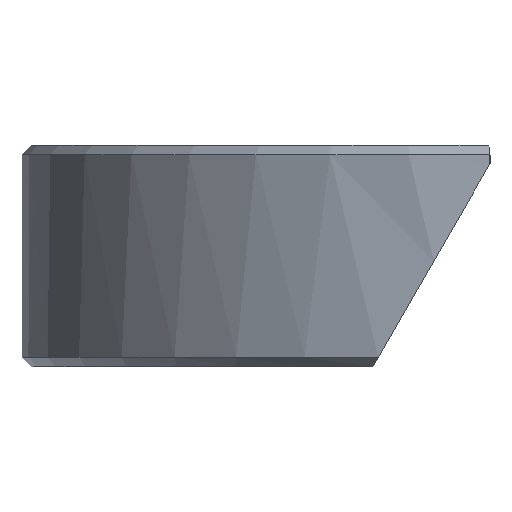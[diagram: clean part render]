
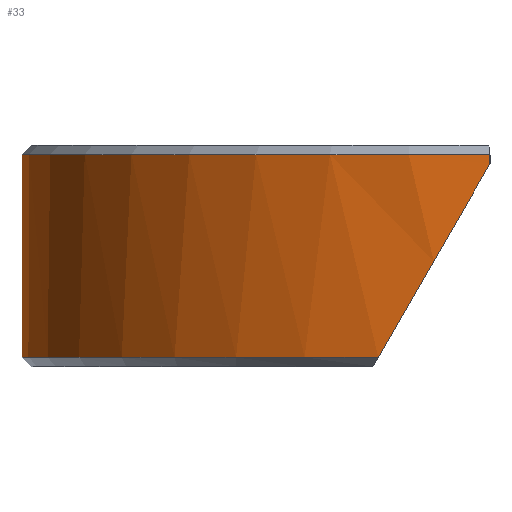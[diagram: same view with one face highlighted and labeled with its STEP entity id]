
A CAD part, left-side view. The second image highlights one B-rep face of the part: STEP entity #33.
In plain terms, the highlighted cylindrical face has radius 12.7 mm (diameter 25.4 mm), a partial arc.
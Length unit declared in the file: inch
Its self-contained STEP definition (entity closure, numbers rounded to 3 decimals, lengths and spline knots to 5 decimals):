
#7 = EDGE_CURVE ( 'NONE', #8, #55, #109, .T. ) ;
#8 = VERTEX_POINT ( 'NONE', #111 ) ;
#11 = VERTEX_POINT ( 'NONE', #130 ) ;
#16 = ORIENTED_EDGE ( 'NONE', *, *, #17, .T. ) ;
#17 = EDGE_CURVE ( 'NONE', #55, #11, #184, .T. ) ;
#18 = ORIENTED_EDGE ( 'NONE', *, *, #45, .T. ) ;
#33 = ADVANCED_FACE ( 'NONE', ( #203 ), #245, .T. ) ;
#34 = EDGE_LOOP ( 'NONE', ( #35, #38, #41, #43, #16, #18 ) ) ;
#35 = ORIENTED_EDGE ( 'NONE', *, *, #36, .F. ) ;
#36 = EDGE_CURVE ( 'NONE', #37, #46, #246, .T. ) ;
#37 = VERTEX_POINT ( 'NONE', #238 ) ;
#38 = ORIENTED_EDGE ( 'NONE', *, *, #39, .T. ) ;
#39 = EDGE_CURVE ( 'NONE', #37, #40, #237, .T. ) ;
#40 = VERTEX_POINT ( 'NONE', #232 ) ;
#41 = ORIENTED_EDGE ( 'NONE', *, *, #42, .T. ) ;
#42 = EDGE_CURVE ( 'NONE', #40, #8, #231, .T. ) ;
#43 = ORIENTED_EDGE ( 'NONE', *, *, #7, .T. ) ;
#45 = EDGE_CURVE ( 'NONE', #11, #46, #226, .T. ) ;
#46 = VERTEX_POINT ( 'NONE', #227 ) ;
#55 = VERTEX_POINT ( 'NONE', #255 ) ;
#104 = CARTESIAN_POINT ( 'NONE',  ( 0.48555, 0.11933, -0.10827 ) ) ;
#105 = CARTESIAN_POINT ( 'NONE',  ( 0.49516, 0.08023, -0.04055 ) ) ;
#106 = CARTESIAN_POINT ( 'NONE',  ( 0.5, 0.04026, 0.02869 ) ) ;
#107 = CARTESIAN_POINT ( 'NONE',  ( 0.5, 0., 0.09843 ) ) ;
#109 =( BOUNDED_CURVE ( )  B_SPLINE_CURVE ( 3, ( #107, #106, #105, #104 ),
 .UNSPECIFIED., .F., .T. ) 
 B_SPLINE_CURVE_WITH_KNOTS ( ( 4, 4 ),
 ( 4.71239, 4.95338 ),
 .UNSPECIFIED. ) 
 CURVE ( )  GEOMETRIC_REPRESENTATION_ITEM ( )  RATIONAL_B_SPLINE_CURVE ( ( 1., 0.995, 0.995, 1. ) ) 
 REPRESENTATION_ITEM ( '' )  );
#111 = CARTESIAN_POINT ( 'NONE',  ( 0.5, 0., 0.09843 ) ) ;
#130 = CARTESIAN_POINT ( 'NONE',  ( -0.48555, 0.11933, -0.10827 ) ) ;
#180 = DIRECTION ( 'NONE',  ( 1., 0., 0. ) ) ;
#181 = DIRECTION ( 'NONE',  ( 0., 0., 1. ) ) ;
#182 = CARTESIAN_POINT ( 'NONE',  ( 0., 0., -0.10827 ) ) ;
#183 = AXIS2_PLACEMENT_3D ( 'NONE', #182, #181, #180 ) ;
#184 = CIRCLE ( 'NONE', #183, 0.5 ) ;
#203 = FACE_OUTER_BOUND ( 'NONE', #34, .T. ) ;
#225 = CARTESIAN_POINT ( 'NONE',  ( -0.48555, 0.11933, -0.10827 ) ) ;
#226 =( BOUNDED_CURVE ( )  B_SPLINE_CURVE ( 3, ( #225, #271, #270, #269 ),
 .UNSPECIFIED., .F., .T. ) 
 B_SPLINE_CURVE_WITH_KNOTS ( ( 4, 4 ),
 ( 1.3298, 1.5708 ),
 .UNSPECIFIED. ) 
 CURVE ( )  GEOMETRIC_REPRESENTATION_ITEM ( )  RATIONAL_B_SPLINE_CURVE ( ( 1., 0.995, 0.995, 1. ) ) 
 REPRESENTATION_ITEM ( '' )  );
#227 = CARTESIAN_POINT ( 'NONE',  ( -0.5, 0., 0.09843 ) ) ;
#228 = DIRECTION ( 'NONE',  ( 0., 0., -1. ) ) ;
#229 = VECTOR ( 'NONE', #228, 39.37008 ) ;
#230 = CARTESIAN_POINT ( 'NONE',  ( 0.5, 0., 0.11811 ) ) ;
#231 = LINE ( 'NONE', #230, #229 ) ;
#232 = CARTESIAN_POINT ( 'NONE',  ( 0.5, 0., 0.10827 ) ) ;
#233 = DIRECTION ( 'NONE',  ( 1., 0., 0. ) ) ;
#234 = DIRECTION ( 'NONE',  ( 0., 0., -1. ) ) ;
#235 = CARTESIAN_POINT ( 'NONE',  ( 0., 0., 0.10827 ) ) ;
#236 = AXIS2_PLACEMENT_3D ( 'NONE', #235, #234, #233 ) ;
#237 = CIRCLE ( 'NONE', #236, 0.5 ) ;
#238 = CARTESIAN_POINT ( 'NONE',  ( -0.5, 0., 0.10827 ) ) ;
#239 = DIRECTION ( 'NONE',  ( 0., 0., -1. ) ) ;
#240 = VECTOR ( 'NONE', #239, 39.37008 ) ;
#241 = CARTESIAN_POINT ( 'NONE',  ( -0.5, 0., 0.11811 ) ) ;
#242 = DIRECTION ( 'NONE',  ( -1., 0., 0. ) ) ;
#243 = DIRECTION ( 'NONE',  ( 0., 0., -1. ) ) ;
#244 = AXIS2_PLACEMENT_3D ( 'NONE', #247, #243, #242 ) ;
#245 = CYLINDRICAL_SURFACE ( 'NONE', #244, 0.5 ) ;
#246 = LINE ( 'NONE', #241, #240 ) ;
#247 = CARTESIAN_POINT ( 'NONE',  ( 0., 0., 0.11811 ) ) ;
#255 = CARTESIAN_POINT ( 'NONE',  ( 0.48555, 0.11933, -0.10827 ) ) ;
#269 = CARTESIAN_POINT ( 'NONE',  ( -0.5, 0., 0.09843 ) ) ;
#270 = CARTESIAN_POINT ( 'NONE',  ( -0.5, 0.04026, 0.02869 ) ) ;
#271 = CARTESIAN_POINT ( 'NONE',  ( -0.49516, 0.08023, -0.04055 ) ) ;
